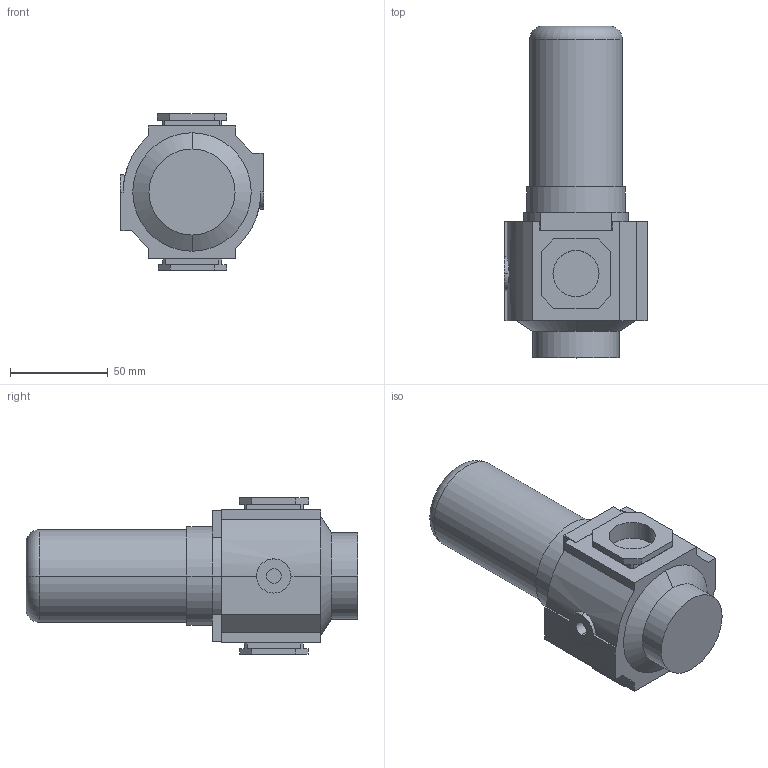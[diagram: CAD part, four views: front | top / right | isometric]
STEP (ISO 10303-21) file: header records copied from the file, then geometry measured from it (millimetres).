
FILE_DESCRIPTION (( 'STEP AP214' ), '1' );
FILE_NAME ('Norgren-R74G-6AK-RFN.step', '2019-03-05T15:37:20', ( '' ), ( '' ), 'SwSTEP 2.0', 'SolidWorks 2019', '' );
FILE_SCHEMA (( 'AUTOMOTIVE_DESIGN' ));
Length unit declared in the file: millimetre
Products named in the file (5): Norgren-R74G-6AK-RFN; Norgren-R74G-6AK-RFN_RGR_74k; Norgren-R74G-6AK-RFN_RGR_74g-6; Norgren-R74G-6AK-RFN_R74GR_ss_30; Norgren-R74G-6AK-RFN_R74GR_ss_70
Assembly tree (4 placements, depth 3):
  Norgren-R74G-6AK-RFN
    Norgren-R74G-6AK-RFN_RGR_74g-6
      Norgren-R74G-6AK-RFN_R74GR_ss_70
    Norgren-R74G-6AK-RFN_RGR_74k
      Norgren-R74G-6AK-RFN_R74GR_ss_30
Bounding box: 73.5 x 169.6 x 80 mm (x, y, z)
Volume: 431626.8 mm3; surface area: 49761.5 mm2
Topology: 2 solids, 2 shells, 105 faces, 274 edges, 182 vertices
Faces by surface type: plane 75, cylinder 26, bspline 2, torus 2
Entity records: 3472 total; most frequent: CARTESIAN_POINT 684, DIRECTION 554, ORIENTED_EDGE 548, EDGE_CURVE 274, LINE 210, VECTOR 210, VERTEX_POINT 182, AXIS2_PLACEMENT_3D 172
